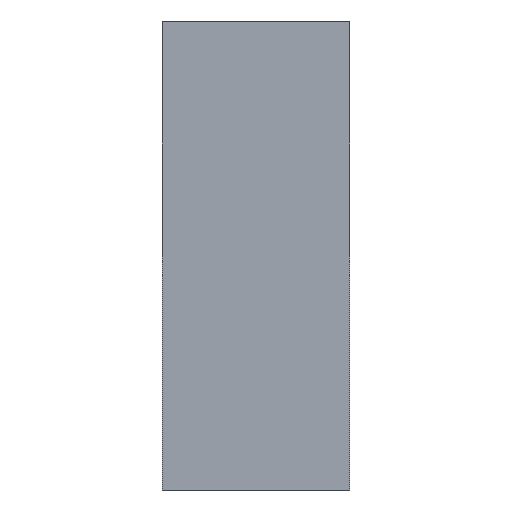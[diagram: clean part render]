
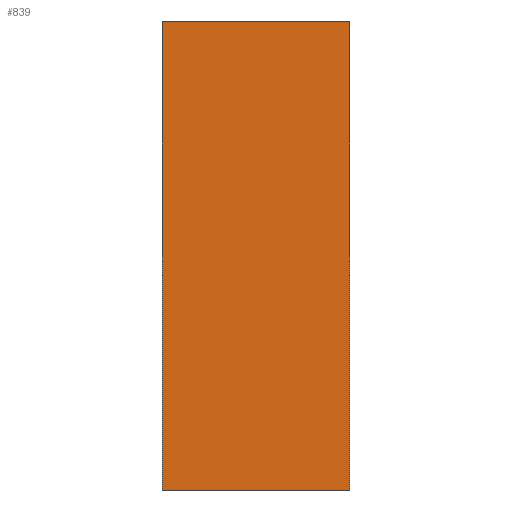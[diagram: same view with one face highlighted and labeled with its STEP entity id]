
A CAD part, left-side view. The second image highlights one B-rep face of the part: STEP entity #839.
In plain terms, the highlighted planar face has unit normal (-1, 0, 0).
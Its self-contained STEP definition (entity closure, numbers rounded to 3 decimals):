
#15 = CARTESIAN_POINT ( 'NONE',  ( 0., 10., -12.5 ) ) ;
#23 = LINE ( 'NONE', #936, #116 ) ;
#48 = ORIENTED_EDGE ( 'NONE', *, *, #547, .T. ) ;
#53 = DIRECTION ( 'NONE',  ( 0., 0., -1. ) ) ;
#106 = DIRECTION ( 'NONE',  ( 0., -1., 0. ) ) ;
#116 = VECTOR ( 'NONE', #853, 1000. ) ;
#139 = AXIS2_PLACEMENT_3D ( 'NONE', #704, #529, #148 ) ;
#148 = DIRECTION ( 'NONE',  ( 0., 0., -1. ) ) ;
#163 = VERTEX_POINT ( 'NONE', #655 ) ;
#180 = EDGE_CURVE ( 'NONE', #988, #163, #356, .T. ) ;
#237 = ORIENTED_EDGE ( 'NONE', *, *, #700, .T. ) ;
#239 = CARTESIAN_POINT ( 'NONE',  ( 0., 0., 12.5 ) ) ;
#250 = ORIENTED_EDGE ( 'NONE', *, *, #180, .F. ) ;
#299 = LINE ( 'NONE', #963, #567 ) ;
#356 = LINE ( 'NONE', #239, #577 ) ;
#473 = CARTESIAN_POINT ( 'NONE',  ( 0., 0., -12.5 ) ) ;
#529 = DIRECTION ( 'NONE',  ( 1., 0., 0. ) ) ;
#547 = EDGE_CURVE ( 'NONE', #715, #940, #965, .T. ) ;
#567 = VECTOR ( 'NONE', #53, 1000. ) ;
#577 = VECTOR ( 'NONE', #106, 1000. ) ;
#655 = CARTESIAN_POINT ( 'NONE',  ( 0., 0., 12.5 ) ) ;
#700 = EDGE_CURVE ( 'NONE', #988, #715, #23, .T. ) ;
#704 = CARTESIAN_POINT ( 'NONE',  ( 0., 0., 12.5 ) ) ;
#715 = VERTEX_POINT ( 'NONE', #15 ) ;
#755 = CARTESIAN_POINT ( 'NONE',  ( 0., 10., 12.5 ) ) ;
#799 = FACE_OUTER_BOUND ( 'NONE', #803, .T. ) ;
#803 = EDGE_LOOP ( 'NONE', ( #48, #859, #250, #237 ) ) ;
#804 = EDGE_CURVE ( 'NONE', #163, #940, #299, .T. ) ;
#839 = ADVANCED_FACE ( 'NONE', ( #799 ), #1002, .F. ) ;
#853 = DIRECTION ( 'NONE',  ( 0., 0., -1. ) ) ;
#859 = ORIENTED_EDGE ( 'NONE', *, *, #804, .F. ) ;
#903 = DIRECTION ( 'NONE',  ( 0., -1., 0. ) ) ;
#936 = CARTESIAN_POINT ( 'NONE',  ( 0., 10., 12.5 ) ) ;
#940 = VERTEX_POINT ( 'NONE', #473 ) ;
#942 = VECTOR ( 'NONE', #903, 1000. ) ;
#963 = CARTESIAN_POINT ( 'NONE',  ( 0., 0., 12.5 ) ) ;
#965 = LINE ( 'NONE', #986, #942 ) ;
#986 = CARTESIAN_POINT ( 'NONE',  ( 0., 0., -12.5 ) ) ;
#988 = VERTEX_POINT ( 'NONE', #755 ) ;
#1002 = PLANE ( 'NONE',  #139 ) ;
